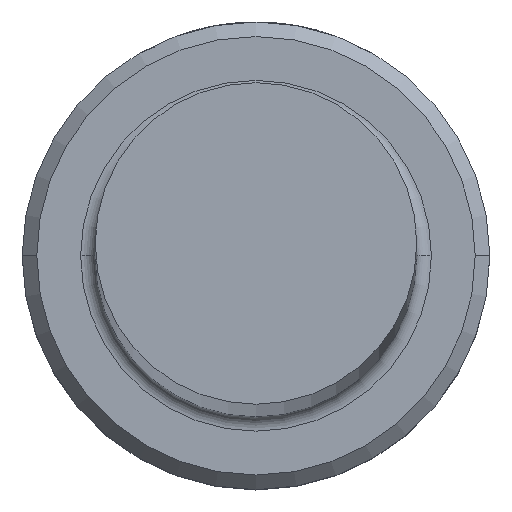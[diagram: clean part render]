
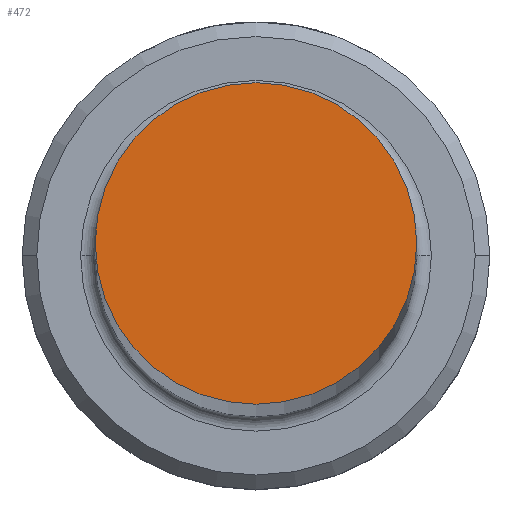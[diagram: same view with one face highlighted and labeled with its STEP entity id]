
A CAD part, top view. The second image highlights one B-rep face of the part: STEP entity #472.
In plain terms, the highlighted planar face has unit normal (0, 0, 1).
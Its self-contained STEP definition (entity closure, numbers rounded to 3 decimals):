
#72 = ORIENTED_EDGE ( 'NONE', *, *, #348, .T. ) ;
#293 = AXIS2_PLACEMENT_3D ( 'NONE', #756, #1035, #482 ) ;
#328 = CARTESIAN_POINT ( 'NONE',  ( 0., 0., 250. ) ) ;
#348 = EDGE_CURVE ( 'NONE', #885, #992, #446, .T. ) ;
#420 = DIRECTION ( 'NONE',  ( 1., 0., 0. ) ) ;
#446 = CIRCLE ( 'NONE', #1001, 5.5 ) ;
#464 = CARTESIAN_POINT ( 'NONE',  ( 0., 0., 250. ) ) ;
#472 = ADVANCED_FACE ( 'NONE', ( #981 ), #949, .T. ) ;
#482 = DIRECTION ( 'NONE',  ( 1., 0., 0. ) ) ;
#531 = AXIS2_PLACEMENT_3D ( 'NONE', #328, #979, #420 ) ;
#554 = DIRECTION ( 'NONE',  ( 1., 0., 0. ) ) ;
#756 = CARTESIAN_POINT ( 'NONE',  ( 0., 0., 250. ) ) ;
#773 = CIRCLE ( 'NONE', #531, 5.5 ) ;
#833 = EDGE_LOOP ( 'NONE', ( #72, #940 ) ) ;
#885 = VERTEX_POINT ( 'NONE', #1056 ) ;
#889 = CARTESIAN_POINT ( 'NONE',  ( 5.5, 0., 250. ) ) ;
#940 = ORIENTED_EDGE ( 'NONE', *, *, #977, .T. ) ;
#949 = PLANE ( 'NONE',  #293 ) ;
#977 = EDGE_CURVE ( 'NONE', #992, #885, #773, .T. ) ;
#979 = DIRECTION ( 'NONE',  ( 0., 0., 1. ) ) ;
#981 = FACE_OUTER_BOUND ( 'NONE', #833, .T. ) ;
#992 = VERTEX_POINT ( 'NONE', #889 ) ;
#1001 = AXIS2_PLACEMENT_3D ( 'NONE', #464, #1110, #554 ) ;
#1035 = DIRECTION ( 'NONE',  ( 0., 0., 1. ) ) ;
#1056 = CARTESIAN_POINT ( 'NONE',  ( -5.5, 0., 250. ) ) ;
#1110 = DIRECTION ( 'NONE',  ( 0., 0., 1. ) ) ;
